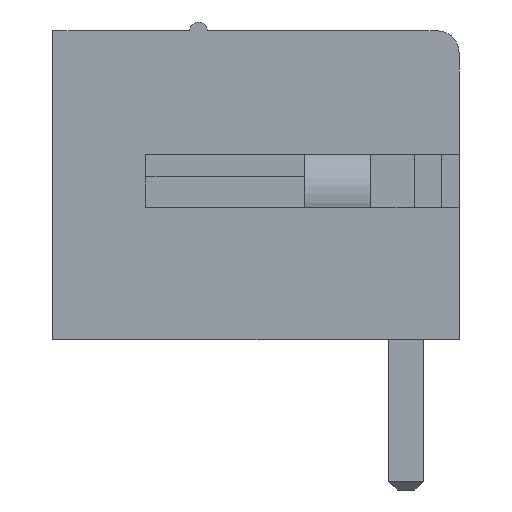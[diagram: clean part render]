
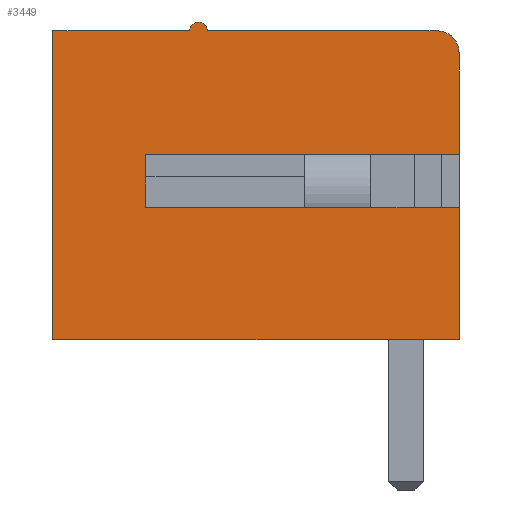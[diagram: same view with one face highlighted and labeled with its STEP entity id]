
A CAD part, left-side view. The second image highlights one B-rep face of the part: STEP entity #3449.
In plain terms, the highlighted planar face has unit normal (-1, 0, 0).
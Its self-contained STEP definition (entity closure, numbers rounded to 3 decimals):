
#56=CIRCLE('',#3691,0.5);
#57=CIRCLE('',#3692,0.2);
#136=FACE_OUTER_BOUND('',#314,.T.);
#314=EDGE_LOOP('',(#2313,#2314,#2315,#2316,#2317,#2318,#2319,#2320,#2321,
#2322,#2323));
#496=LINE('',#4804,#972);
#512=LINE('',#4836,#988);
#515=LINE('',#4841,#991);
#522=LINE('',#4855,#998);
#524=LINE('',#4859,#1000);
#525=LINE('',#4863,#1001);
#526=LINE('',#4867,#1002);
#527=LINE('',#4869,#1003);
#528=LINE('',#4870,#1004);
#972=VECTOR('',#3902,10.);
#988=VECTOR('',#3924,10.);
#991=VECTOR('',#3929,10.);
#998=VECTOR('',#3940,10.);
#1000=VECTOR('',#3944,10.);
#1001=VECTOR('',#3947,10.);
#1002=VECTOR('',#3950,10.);
#1003=VECTOR('',#3951,10.);
#1004=VECTOR('',#3952,10.);
#1448=VERTEX_POINT('',#4801);
#1449=VERTEX_POINT('',#4803);
#1462=VERTEX_POINT('',#4835);
#1463=VERTEX_POINT('',#4840);
#1468=VERTEX_POINT('',#4854);
#1469=VERTEX_POINT('',#4858);
#1470=VERTEX_POINT('',#4860);
#1471=VERTEX_POINT('',#4862);
#1472=VERTEX_POINT('',#4864);
#1473=VERTEX_POINT('',#4866);
#1474=VERTEX_POINT('',#4868);
#1772=EDGE_CURVE('',#1449,#1448,#496,.T.);
#1788=EDGE_CURVE('',#1462,#1449,#512,.T.);
#1791=EDGE_CURVE('',#1463,#1462,#515,.T.);
#1798=EDGE_CURVE('',#1463,#1468,#522,.T.);
#1800=EDGE_CURVE('',#1469,#1448,#524,.T.);
#1801=EDGE_CURVE('',#1470,#1469,#56,.T.);
#1802=EDGE_CURVE('',#1471,#1470,#525,.T.);
#1803=EDGE_CURVE('',#1472,#1471,#57,.T.);
#1804=EDGE_CURVE('',#1473,#1472,#526,.T.);
#1805=EDGE_CURVE('',#1474,#1473,#527,.T.);
#1806=EDGE_CURVE('',#1468,#1474,#528,.T.);
#2313=ORIENTED_EDGE('',*,*,#1772,.T.);
#2314=ORIENTED_EDGE('',*,*,#1800,.F.);
#2315=ORIENTED_EDGE('',*,*,#1801,.F.);
#2316=ORIENTED_EDGE('',*,*,#1802,.F.);
#2317=ORIENTED_EDGE('',*,*,#1803,.F.);
#2318=ORIENTED_EDGE('',*,*,#1804,.F.);
#2319=ORIENTED_EDGE('',*,*,#1805,.F.);
#2320=ORIENTED_EDGE('',*,*,#1806,.F.);
#2321=ORIENTED_EDGE('',*,*,#1798,.F.);
#2322=ORIENTED_EDGE('',*,*,#1791,.T.);
#2323=ORIENTED_EDGE('',*,*,#1788,.T.);
#3282=PLANE('',#3690);
#3449=ADVANCED_FACE('',(#136),#3282,.F.);
#3690=AXIS2_PLACEMENT_3D('',#4857,#3942,#3943);
#3691=AXIS2_PLACEMENT_3D('',#4861,#3945,#3946);
#3692=AXIS2_PLACEMENT_3D('',#4865,#3948,#3949);
#3902=DIRECTION('',(0.,-1.,0.));
#3924=DIRECTION('',(0.,0.,1.));
#3929=DIRECTION('',(0.,1.,0.));
#3940=DIRECTION('',(0.,0.,-1.));
#3942=DIRECTION('center_axis',(1.,0.,0.));
#3943=DIRECTION('ref_axis',(0.,0.,-1.));
#3944=DIRECTION('',(0.,0.,-1.));
#3945=DIRECTION('center_axis',(1.,0.,0.));
#3946=DIRECTION('ref_axis',(0.,0.,1.));
#3947=DIRECTION('',(0.,-1.,0.));
#3948=DIRECTION('center_axis',(1.,0.,0.));
#3949=DIRECTION('ref_axis',(0.,1.,0.));
#3950=DIRECTION('',(0.,-1.,0.));
#3951=DIRECTION('',(0.,0.,1.));
#3952=DIRECTION('',(0.,1.,0.));
#4801=CARTESIAN_POINT('',(-12.65,-1.2,4.2));
#4803=CARTESIAN_POINT('',(-12.65,5.9,4.2));
#4804=CARTESIAN_POINT('',(-12.65,1.131,4.2));
#4835=CARTESIAN_POINT('',(-12.65,5.9,3.));
#4836=CARTESIAN_POINT('',(-12.65,5.9,3.833));
#4840=CARTESIAN_POINT('',(-12.65,-1.2,3.));
#4841=CARTESIAN_POINT('',(-12.65,4.681,3.));
#4854=CARTESIAN_POINT('',(-12.65,-1.2,0.));
#4855=CARTESIAN_POINT('',(-12.65,-1.2,6.5));
#4857=CARTESIAN_POINT('Origin',(-12.65,3.461,3.465));
#4858=CARTESIAN_POINT('',(-12.65,-1.2,6.5));
#4859=CARTESIAN_POINT('',(-12.65,-1.2,6.5));
#4860=CARTESIAN_POINT('',(-12.65,-0.7,7.));
#4861=CARTESIAN_POINT('Origin',(-12.65,-0.7,6.5));
#4862=CARTESIAN_POINT('',(-12.65,4.5,7.));
#4863=CARTESIAN_POINT('',(-12.65,4.5,7.));
#4864=CARTESIAN_POINT('',(-12.65,4.9,7.));
#4865=CARTESIAN_POINT('Origin',(-12.65,4.7,7.));
#4866=CARTESIAN_POINT('',(-12.65,8.,7.));
#4867=CARTESIAN_POINT('',(-12.65,8.,7.));
#4868=CARTESIAN_POINT('',(-12.65,8.,0.));
#4869=CARTESIAN_POINT('',(-12.65,8.,0.));
#4870=CARTESIAN_POINT('',(-12.65,-1.2,0.));
